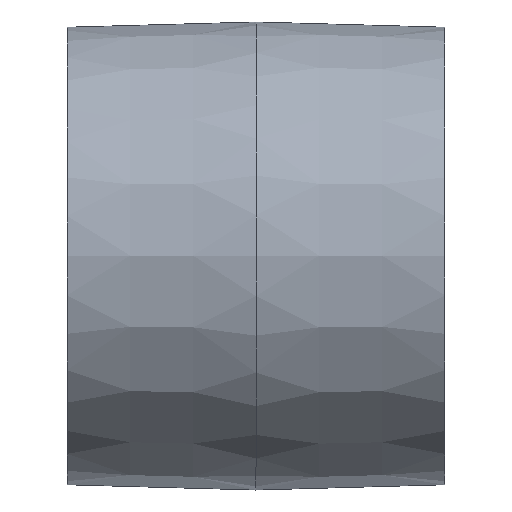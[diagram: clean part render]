
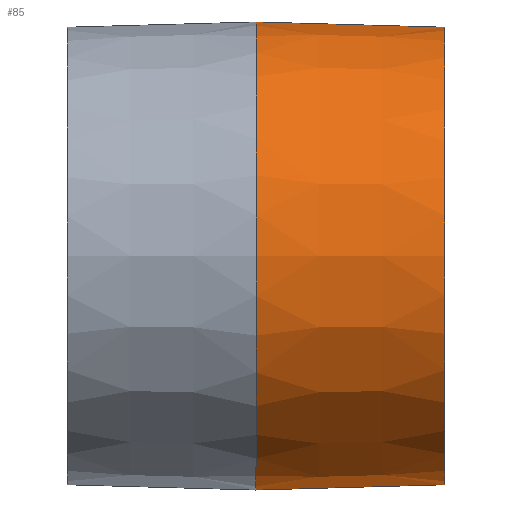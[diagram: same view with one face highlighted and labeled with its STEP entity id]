
A CAD part, top view. The second image highlights one B-rep face of the part: STEP entity #85.
In plain terms, the highlighted conical face has half-angle 1.586 degrees and reference radius 31.84 mm.
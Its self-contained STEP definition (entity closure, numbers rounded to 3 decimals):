
#85 = ADVANCED_FACE( '', ( #113 ), #114, .T. );
#113 = FACE_OUTER_BOUND( '', #145, .T. );
#114 = CONICAL_SURFACE( '', #146, 31.84, 0.028 );
#145 = EDGE_LOOP( '', ( #224, #225, #226, #227 ) );
#146 = AXIS2_PLACEMENT_3D( '', #228, #229, #230 );
#224 = ORIENTED_EDGE( '', *, *, #260, .T. );
#225 = ORIENTED_EDGE( '', *, *, #277, .F. );
#226 = ORIENTED_EDGE( '', *, *, #262, .T. );
#227 = ORIENTED_EDGE( '', *, *, #276, .T. );
#228 = CARTESIAN_POINT( '', ( 11., 0., 0. ) );
#229 = DIRECTION( '', ( -1., 0., 0. ) );
#230 = DIRECTION( '', ( 0., 1., 0. ) );
#260 = EDGE_CURVE( '', #296, #288, #297, .T. );
#262 = EDGE_CURVE( '', #291, #298, #300, .T. );
#276 = EDGE_CURVE( '', #298, #296, #322, .T. );
#277 = EDGE_CURVE( '', #291, #288, #323, .T. );
#288 = VERTEX_POINT( '', #336 );
#291 = VERTEX_POINT( '', #340 );
#296 = VERTEX_POINT( '', #346 );
#297 = LINE( '', #347, #348 );
#298 = VERTEX_POINT( '', #349 );
#300 = LINE( '', #351, #352 );
#322 = CIRCLE( '', #378, 31.48 );
#323 = CIRCLE( '', #379, 32.2 );
#336 = CARTESIAN_POINT( '', ( -2., 32.2, 0. ) );
#340 = CARTESIAN_POINT( '', ( -2., -32.2, 0. ) );
#346 = CARTESIAN_POINT( '', ( 24., 31.48, 0. ) );
#347 = CARTESIAN_POINT( '', ( 11., 31.84, 0. ) );
#348 = VECTOR( '', #398, 1. );
#349 = CARTESIAN_POINT( '', ( 24., -31.48, 0. ) );
#351 = CARTESIAN_POINT( '', ( 11., -31.84, 0. ) );
#352 = VECTOR( '', #402, 1. );
#378 = AXIS2_PLACEMENT_3D( '', #434, #435, #436 );
#379 = AXIS2_PLACEMENT_3D( '', #437, #438, #439 );
#398 = DIRECTION( '', ( -1., 0.028, 0. ) );
#402 = DIRECTION( '', ( 1., 0.028, 0. ) );
#434 = CARTESIAN_POINT( '', ( 24., 0., 0. ) );
#435 = DIRECTION( '', ( -1., 0., 0. ) );
#436 = DIRECTION( '', ( 0., 1., 0. ) );
#437 = CARTESIAN_POINT( '', ( -2., 0., 0. ) );
#438 = DIRECTION( '', ( -1., 0., 0. ) );
#439 = DIRECTION( '', ( 0., 1., 0. ) );
